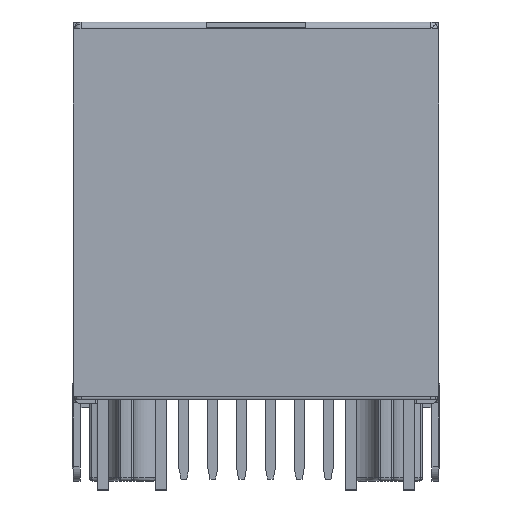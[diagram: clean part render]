
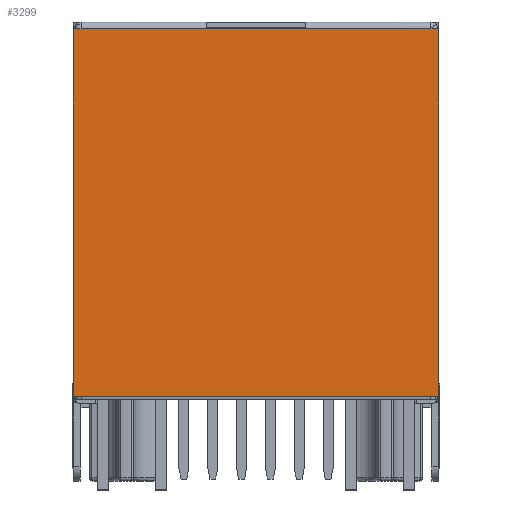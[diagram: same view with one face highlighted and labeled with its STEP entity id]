
A CAD part, top view. The second image highlights one B-rep face of the part: STEP entity #3299.
In plain terms, the highlighted planar face has unit normal (0, 0, 1).
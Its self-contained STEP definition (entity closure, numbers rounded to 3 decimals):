
#349 = LINE ( 'NONE', #3735, #11972 ) ;
#1426 = VERTEX_POINT ( 'NONE', #19215 ) ;
#1786 = CARTESIAN_POINT ( 'NONE',  ( 16.15, 20.3, 0. ) ) ;
#1876 = VERTEX_POINT ( 'NONE', #10229 ) ;
#2178 = CARTESIAN_POINT ( 'NONE',  ( 0.4, 20.3, 0. ) ) ;
#2194 = CARTESIAN_POINT ( 'NONE',  ( 0.4, 4.1, 0. ) ) ;
#2569 = VERTEX_POINT ( 'NONE', #1786 ) ;
#2572 = EDGE_CURVE ( 'NONE', #7485, #8505, #16375, .T. ) ;
#3112 = EDGE_CURVE ( 'NONE', #17347, #1426, #20409, .T. ) ;
#3255 = LINE ( 'NONE', #5135, #14498 ) ;
#3299 = ADVANCED_FACE ( 'NONE', ( #20726 ), #6003, .T. ) ;
#3482 = EDGE_CURVE ( 'NONE', #17464, #1426, #13769, .T. ) ;
#3702 = ORIENTED_EDGE ( 'NONE', *, *, #3112, .F. ) ;
#3735 = CARTESIAN_POINT ( 'NONE',  ( 16.15, 20.3, 0. ) ) ;
#4369 = CARTESIAN_POINT ( 'NONE',  ( 0.05, 4.1, 0. ) ) ;
#4544 = EDGE_CURVE ( 'NONE', #2569, #8505, #349, .T. ) ;
#4788 = DIRECTION ( 'NONE',  ( 1., 0., 0. ) ) ;
#5112 = CARTESIAN_POINT ( 'NONE',  ( 0.05, 4.1, 0. ) ) ;
#5135 = CARTESIAN_POINT ( 'NONE',  ( 15.8, 20.3, 0. ) ) ;
#6003 = PLANE ( 'NONE',  #14190 ) ;
#6061 = DIRECTION ( 'NONE',  ( -1., 0., 0. ) ) ;
#6954 = VECTOR ( 'NONE', #18120, 1000. ) ;
#7417 = DIRECTION ( 'NONE',  ( 1., 0., 0. ) ) ;
#7435 = ORIENTED_EDGE ( 'NONE', *, *, #15686, .F. ) ;
#7485 = VERTEX_POINT ( 'NONE', #22521 ) ;
#7699 = ORIENTED_EDGE ( 'NONE', *, *, #3482, .T. ) ;
#7997 = DIRECTION ( 'NONE',  ( 1., 0., 0. ) ) ;
#8505 = VERTEX_POINT ( 'NONE', #12784 ) ;
#9048 = EDGE_LOOP ( 'NONE', ( #22774, #11853, #19814, #7435, #11979, #7699, #3702, #23287 ) ) ;
#9054 = LINE ( 'NONE', #11297, #6954 ) ;
#9782 = DIRECTION ( 'NONE',  ( 0., 0., 1. ) ) ;
#9892 = CARTESIAN_POINT ( 'NONE',  ( 0.1, 3.8, 0. ) ) ;
#10126 = CARTESIAN_POINT ( 'NONE',  ( 0.4, 20.3, 0. ) ) ;
#10229 = CARTESIAN_POINT ( 'NONE',  ( 0.4, 4.1, 0. ) ) ;
#10531 = CARTESIAN_POINT ( 'NONE',  ( 15.8, 20.3, 0. ) ) ;
#11297 = CARTESIAN_POINT ( 'NONE',  ( 15.8, 4.1, 0. ) ) ;
#11833 = EDGE_CURVE ( 'NONE', #1876, #17347, #14664, .T. ) ;
#11853 = ORIENTED_EDGE ( 'NONE', *, *, #2572, .T. ) ;
#11972 = VECTOR ( 'NONE', #14698, 1000. ) ;
#11979 = ORIENTED_EDGE ( 'NONE', *, *, #12909, .T. ) ;
#12694 = VECTOR ( 'NONE', #22178, 1000. ) ;
#12784 = CARTESIAN_POINT ( 'NONE',  ( 16.15, 4.1, 0. ) ) ;
#12909 = EDGE_CURVE ( 'NONE', #13597, #17464, #17540, .T. ) ;
#13294 = VECTOR ( 'NONE', #17311, 1000. ) ;
#13597 = VERTEX_POINT ( 'NONE', #10531 ) ;
#13769 = LINE ( 'NONE', #10126, #19494 ) ;
#14190 = AXIS2_PLACEMENT_3D ( 'NONE', #9892, #9782, #7997 ) ;
#14227 = CARTESIAN_POINT ( 'NONE',  ( 15.8, 20.3, 0. ) ) ;
#14498 = VECTOR ( 'NONE', #4788, 1000. ) ;
#14664 = LINE ( 'NONE', #2194, #20431 ) ;
#14698 = DIRECTION ( 'NONE',  ( 0., -1., 0. ) ) ;
#15485 = EDGE_CURVE ( 'NONE', #7485, #1876, #9054, .T. ) ;
#15686 = EDGE_CURVE ( 'NONE', #13597, #2569, #3255, .T. ) ;
#16375 = LINE ( 'NONE', #20034, #19086 ) ;
#17308 = DIRECTION ( 'NONE',  ( -1., 0., 0. ) ) ;
#17311 = DIRECTION ( 'NONE',  ( -1., 0., 0. ) ) ;
#17347 = VERTEX_POINT ( 'NONE', #5112 ) ;
#17464 = VERTEX_POINT ( 'NONE', #2178 ) ;
#17540 = LINE ( 'NONE', #14227, #13294 ) ;
#18120 = DIRECTION ( 'NONE',  ( -1., 0., 0. ) ) ;
#19086 = VECTOR ( 'NONE', #7417, 1000. ) ;
#19215 = CARTESIAN_POINT ( 'NONE',  ( 0.05, 20.3, 0. ) ) ;
#19494 = VECTOR ( 'NONE', #17308, 1000. ) ;
#19814 = ORIENTED_EDGE ( 'NONE', *, *, #4544, .F. ) ;
#20034 = CARTESIAN_POINT ( 'NONE',  ( 15.8, 4.1, 0. ) ) ;
#20409 = LINE ( 'NONE', #4369, #12694 ) ;
#20431 = VECTOR ( 'NONE', #6061, 1000. ) ;
#20726 = FACE_OUTER_BOUND ( 'NONE', #9048, .T. ) ;
#22178 = DIRECTION ( 'NONE',  ( 0., 1., 0. ) ) ;
#22521 = CARTESIAN_POINT ( 'NONE',  ( 15.8, 4.1, 0. ) ) ;
#22774 = ORIENTED_EDGE ( 'NONE', *, *, #15485, .F. ) ;
#23287 = ORIENTED_EDGE ( 'NONE', *, *, #11833, .F. ) ;
